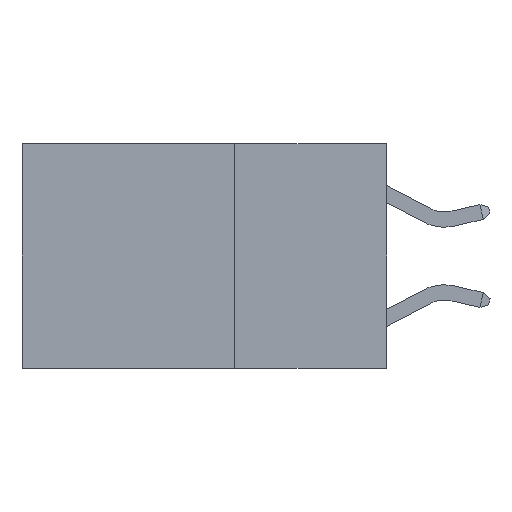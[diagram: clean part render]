
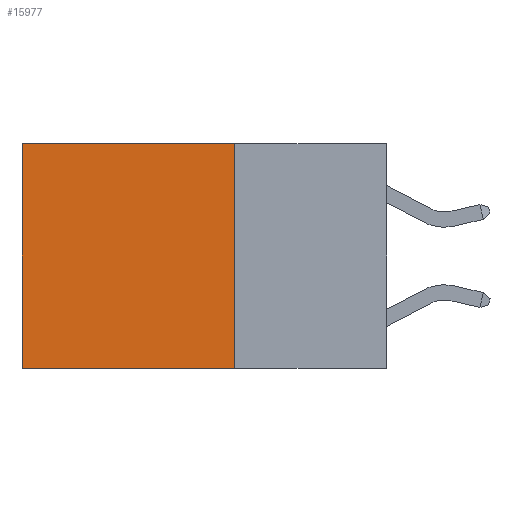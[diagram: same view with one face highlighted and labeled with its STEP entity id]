
A CAD part, left-side view. The second image highlights one B-rep face of the part: STEP entity #15977.
In plain terms, the highlighted planar face has unit normal (-1, 0, 0).
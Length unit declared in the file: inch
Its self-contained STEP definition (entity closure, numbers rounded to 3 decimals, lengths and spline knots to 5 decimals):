
#754 = DIRECTION ( 'NONE',  ( 1., 0., 0. ) ) ;
#5045 = VERTEX_POINT ( 'NONE', #14973 ) ;
#5146 = CARTESIAN_POINT ( 'NONE',  ( 0.2625, 0.6, 0. ) ) ;
#5641 = ORIENTED_EDGE ( 'NONE', *, *, #16305, .F. ) ;
#5874 = AXIS2_PLACEMENT_3D ( 'NONE', #15559, #754, #9176 ) ;
#7629 = VECTOR ( 'NONE', #25425, 39.37008 ) ;
#7682 = VERTEX_POINT ( 'NONE', #18964 ) ;
#7715 = EDGE_LOOP ( 'NONE', ( #9467, #16273, #5641, #12647 ) ) ;
#9176 = DIRECTION ( 'NONE',  ( 0., 0., -1. ) ) ;
#9464 = VECTOR ( 'NONE', #13761, 39.37008 ) ;
#9467 = ORIENTED_EDGE ( 'NONE', *, *, #15374, .T. ) ;
#11540 = VERTEX_POINT ( 'NONE', #24014 ) ;
#12647 = ORIENTED_EDGE ( 'NONE', *, *, #24103, .T. ) ;
#12966 = DIRECTION ( 'NONE',  ( 0., 0., -1. ) ) ;
#13761 = DIRECTION ( 'NONE',  ( 0., 1., 0. ) ) ;
#14306 = EDGE_CURVE ( 'NONE', #7682, #11540, #15177, .T. ) ;
#14973 = CARTESIAN_POINT ( 'NONE',  ( 0.2625, 0.25, 0. ) ) ;
#15177 = LINE ( 'NONE', #21326, #15828 ) ;
#15374 = EDGE_CURVE ( 'NONE', #23222, #11540, #16944, .T. ) ;
#15559 = CARTESIAN_POINT ( 'NONE',  ( 0.2625, 0.25, 0. ) ) ;
#15677 = PLANE ( 'NONE',  #5874 ) ;
#15828 = VECTOR ( 'NONE', #21585, 39.37008 ) ;
#15977 = ADVANCED_FACE ( 'NONE', ( #19538 ), #15677, .F. ) ;
#16273 = ORIENTED_EDGE ( 'NONE', *, *, #14306, .F. ) ;
#16305 = EDGE_CURVE ( 'NONE', #5045, #7682, #23322, .T. ) ;
#16798 = CARTESIAN_POINT ( 'NONE',  ( 0.2625, 0.6, 0. ) ) ;
#16944 = LINE ( 'NONE', #16798, #7629 ) ;
#17016 = CARTESIAN_POINT ( 'NONE',  ( 0.2625, 0.25, 0. ) ) ;
#18964 = CARTESIAN_POINT ( 'NONE',  ( 0.2625, 0.25, -0.37 ) ) ;
#19538 = FACE_OUTER_BOUND ( 'NONE', #7715, .T. ) ;
#21167 = VECTOR ( 'NONE', #12966, 39.37008 ) ;
#21326 = CARTESIAN_POINT ( 'NONE',  ( 0.2625, 0.25, -0.37 ) ) ;
#21585 = DIRECTION ( 'NONE',  ( 0., 1., 0. ) ) ;
#21825 = LINE ( 'NONE', #17016, #9464 ) ;
#23222 = VERTEX_POINT ( 'NONE', #5146 ) ;
#23322 = LINE ( 'NONE', #24976, #21167 ) ;
#24014 = CARTESIAN_POINT ( 'NONE',  ( 0.2625, 0.6, -0.37 ) ) ;
#24103 = EDGE_CURVE ( 'NONE', #5045, #23222, #21825, .T. ) ;
#24976 = CARTESIAN_POINT ( 'NONE',  ( 0.2625, 0.25, 0. ) ) ;
#25425 = DIRECTION ( 'NONE',  ( 0., 0., -1. ) ) ;
